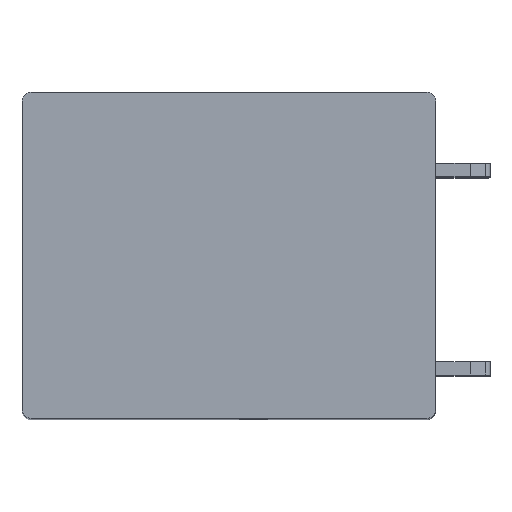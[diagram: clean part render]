
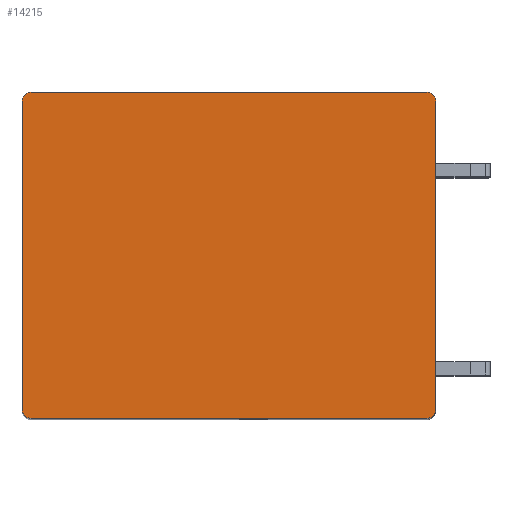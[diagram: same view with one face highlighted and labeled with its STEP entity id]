
A CAD part, top view. The second image highlights one B-rep face of the part: STEP entity #14215.
In plain terms, the highlighted planar face has unit normal (0, 0, 1).
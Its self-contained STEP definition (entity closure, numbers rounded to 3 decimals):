
#5361=CARTESIAN_POINT('',(-13.8,9.,55.));
#5362=DIRECTION('',(0.,0.,1.));
#5363=DIRECTION('',(0.,1.,0.));
#5364=AXIS2_PLACEMENT_3D('',#5361,#5362,#5363);
#5366=DIRECTION('',(-1.,0.,0.));
#5367=VECTOR('',#5366,29.9);
#5368=CARTESIAN_POINT('',(16.1,9.7,55.));
#5369=LINE('',#5368,#5367);
#5370=CARTESIAN_POINT('',(16.1,9.,55.));
#5371=DIRECTION('',(0.,0.,1.));
#5372=DIRECTION('',(1.,0.,0.));
#5373=AXIS2_PLACEMENT_3D('',#5370,#5371,#5372);
#5375=DIRECTION('',(0.,1.,0.));
#5376=VECTOR('',#5375,23.3);
#5377=CARTESIAN_POINT('',(16.8,-14.3,55.));
#5378=LINE('',#5377,#5376);
#5379=CARTESIAN_POINT('',(16.1,-14.3,55.));
#5380=DIRECTION('',(0.,0.,1.));
#5381=DIRECTION('',(0.,-1.,0.));
#5382=AXIS2_PLACEMENT_3D('',#5379,#5380,#5381);
#5384=DIRECTION('',(1.,0.,0.));
#5385=VECTOR('',#5384,29.9);
#5386=CARTESIAN_POINT('',(-13.8,-15.,55.));
#5387=LINE('',#5386,#5385);
#5388=CARTESIAN_POINT('',(-13.8,-14.3,55.));
#5389=DIRECTION('',(0.,0.,1.));
#5390=DIRECTION('',(-1.,0.,0.));
#5391=AXIS2_PLACEMENT_3D('',#5388,#5389,#5390);
#5393=DIRECTION('',(0.,-1.,0.));
#5394=VECTOR('',#5393,23.3);
#5395=CARTESIAN_POINT('',(-14.5,9.,55.));
#5396=LINE('',#5395,#5394);
#6533=CARTESIAN_POINT('',(-13.8,9.7,55.));
#6534=VERTEX_POINT('',#6533);
#6535=CARTESIAN_POINT('',(-14.5,9.,55.));
#6536=VERTEX_POINT('',#6535);
#6541=CARTESIAN_POINT('',(16.8,9.,55.));
#6542=VERTEX_POINT('',#6541);
#6543=CARTESIAN_POINT('',(16.1,9.7,55.));
#6544=VERTEX_POINT('',#6543);
#6549=CARTESIAN_POINT('',(-14.5,-14.3,55.));
#6550=VERTEX_POINT('',#6549);
#6551=CARTESIAN_POINT('',(-13.8,-15.,55.));
#6552=VERTEX_POINT('',#6551);
#6557=CARTESIAN_POINT('',(16.1,-15.,55.));
#6558=VERTEX_POINT('',#6557);
#6559=CARTESIAN_POINT('',(16.8,-14.3,55.));
#6560=VERTEX_POINT('',#6559);
#14200=CARTESIAN_POINT('',(0.,0.,55.));
#14201=DIRECTION('',(0.,0.,1.));
#14202=DIRECTION('',(1.,0.,0.));
#14203=AXIS2_PLACEMENT_3D('',#14200,#14201,#14202);
#14204=PLANE('',#14203);
#14205=ORIENTED_EDGE('',*,*,#6896,.F.);
#14206=ORIENTED_EDGE('',*,*,#6912,.F.);
#14207=ORIENTED_EDGE('',*,*,#6925,.F.);
#14208=ORIENTED_EDGE('',*,*,#6940,.F.);
#14209=ORIENTED_EDGE('',*,*,#10985,.F.);
#14210=ORIENTED_EDGE('',*,*,#10998,.F.);
#14211=ORIENTED_EDGE('',*,*,#11481,.F.);
#14212=ORIENTED_EDGE('',*,*,#11493,.F.);
#14213=EDGE_LOOP('',(#14205,#14206,#14207,#14208,#14209,#14210,#14211,#14212));
#14214=FACE_OUTER_BOUND('',#14213,.F.);
#5365=CIRCLE('',#5364,0.7);
#5374=CIRCLE('',#5373,0.7);
#5383=CIRCLE('',#5382,0.7);
#5392=CIRCLE('',#5391,0.7);
#6896=EDGE_CURVE('',#6534,#6536,#5365,.T.);
#6912=EDGE_CURVE('',#6544,#6534,#5369,.T.);
#6925=EDGE_CURVE('',#6542,#6544,#5374,.T.);
#6940=EDGE_CURVE('',#6560,#6542,#5378,.T.);
#10985=EDGE_CURVE('',#6558,#6560,#5383,.T.);
#10998=EDGE_CURVE('',#6552,#6558,#5387,.T.);
#11481=EDGE_CURVE('',#6550,#6552,#5392,.T.);
#11493=EDGE_CURVE('',#6536,#6550,#5396,.T.);
#14215=ADVANCED_FACE('',(#14214),#14204,.T.);
